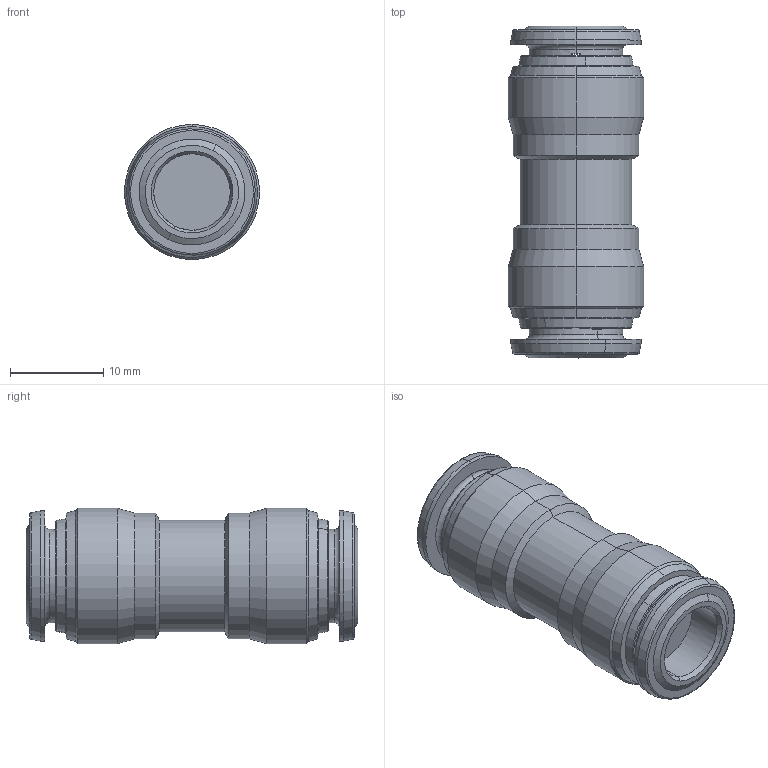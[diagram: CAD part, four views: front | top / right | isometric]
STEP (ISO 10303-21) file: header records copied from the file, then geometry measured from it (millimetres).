
FILE_DESCRIPTION (( 'STEP AP214' ), '1' );
FILE_NAME ('6004000003.step', '2012-10-16T16:31:27', ( '' ), ( '' ), 'SwSTEP 2.0', 'SolidWorks 2012', '' );
FILE_SCHEMA (( 'AUTOMOTIVE_DESIGN' ));
Length unit declared in the file: millimetre
Products named in the file (1): 6004000003
Bounding box: 14.5 x 35.6 x 14.5 mm (x, y, z)
Volume: 4397.7 mm3; surface area: 2381.5 mm2
Topology: 1 solids, 1 shells, 102 faces, 230 edges, 136 vertices
Faces by surface type: cone 40, plane 24, cylinder 22, torus 16
Entity records: 4026 total; most frequent: DIRECTION 572, CARTESIAN_POINT 469, ORIENTED_EDGE 460, AXIS2_PLACEMENT_3D 239, EDGE_CURVE 230, CIRCLE 136, VERTEX_POINT 136, EDGE_LOOP 116
